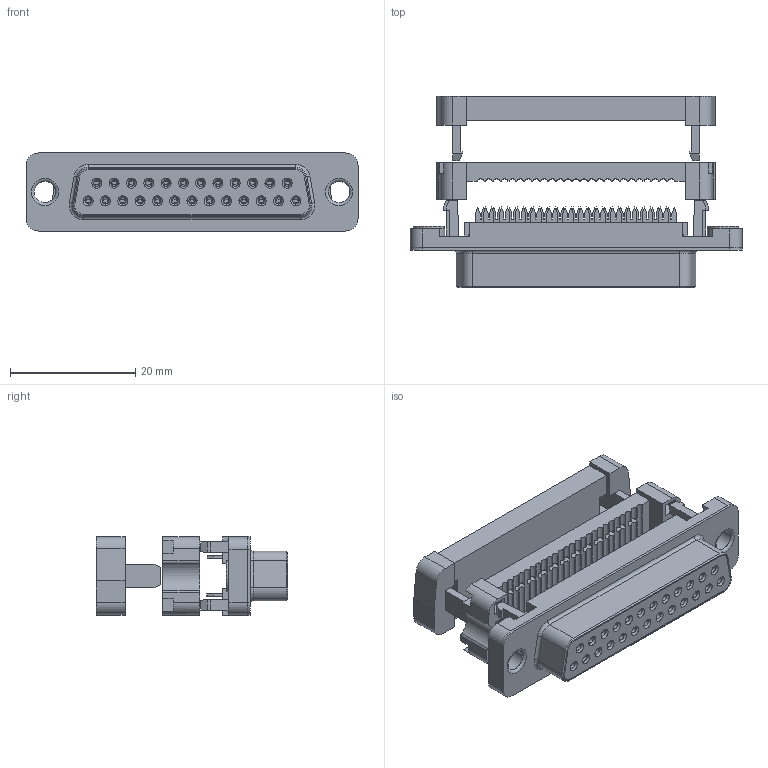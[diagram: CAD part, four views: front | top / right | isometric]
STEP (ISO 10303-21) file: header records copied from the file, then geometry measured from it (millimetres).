
FILE_DESCRIPTION(/* description */ ('Unknown'),/* implementation_level */ '2;1');
FILE_NAME(/* name */ '618025221923',/* time_stamp */ '2023-02-27T10:34:38+01:00',/* author */ ('Unknown'),/* organization */ ('Unknown'),/* preprocessor_version */ 'ST-DEVELOPER v16.7',/* originating_system */ 'Solid Edge',/* authorisation */ 'Unknown');
FILE_SCHEMA (('AUTOMOTIVE_DESIGN {1 0 10303 214 3 1 1}'));
Products named in the file (31): 6180xx221923; 618025221923; 6180xx221923_PIN; 6180xx221923_PIN02; 6180xx221923_PIN12; 6180xx221923_PIN10; 6180xx221923_PIN11; 6180xx221923_PIN09; 6180xx221923_PIN08; 6180xx221923_PIN07; 6180xx221923_PIN04; 61802522x923_Pad; 6180xx221923_PIN06; 6180xx221923_PIN05; 6180xx221923_Rivet; 6180xx221923_PIN03; 6180xx221923_PIN13; 6180xx221923_PIN20; 6180xx221923_PIN21; 6180xx221923_PIN22; 6180xx221923_PIN23; 6180xx221923_PIN24; 6180xx221923_PIN25; 6180xx221923_PIN26; 61802522x923_Strain Relief; 6180xx221923_PIN27; 6180xx221923_PIN28; 6180xx221923_PIN29; 6180xx221923_PIN30; 6180xx221923_PIN31
Assembly tree (31 placements, depth 2):
  6180xx221923
    618025221923
    6180xx221923_PIN
    6180xx221923_PIN02
    6180xx221923_PIN12
    6180xx221923_PIN10
    6180xx221923_PIN11
    6180xx221923_PIN09
    6180xx221923_PIN08
    6180xx221923_PIN07
    6180xx221923_PIN04
    61802522x923_Pad
    6180xx221923_PIN06
    6180xx221923_PIN05
    6180xx221923_Rivet  x2
    618025221923
    6180xx221923_PIN03
    6180xx221923_PIN13
    6180xx221923_PIN20
    6180xx221923_PIN21
    6180xx221923_PIN22
    6180xx221923_PIN23
    6180xx221923_PIN24
    6180xx221923_PIN25
    6180xx221923_PIN26
    61802522x923_Strain Relief
    6180xx221923_PIN27
    6180xx221923_PIN28
    6180xx221923_PIN29
    6180xx221923_PIN30
    6180xx221923_PIN31
Bounding box: 53.1 x 30.6 x 12.5 mm (x, y, z)
Volume: 6702.3 mm3; surface area: 11420.6 mm2
Topology: 31 solids, 31 shells, 2447 faces, 6691 edges, 4287 vertices
Faces by surface type: plane 1936, cylinder 362, bspline 100, cone 29, torus 20
Full cylindrical faces by diameter (mm): 1 x25, 3.4 x2, 4 x2, 4.2 x2, 4.5 x2, 5 x2
Entity records: 86895 total; most frequent: CARTESIAN_POINT 15283, ORIENTED_EDGE 13172, DIRECTION 12118, EDGE_CURVE 6586, LINE 5396, VECTOR 5396, VERTEX_POINT 4250, AXIS2_PLACEMENT_3D 3361
